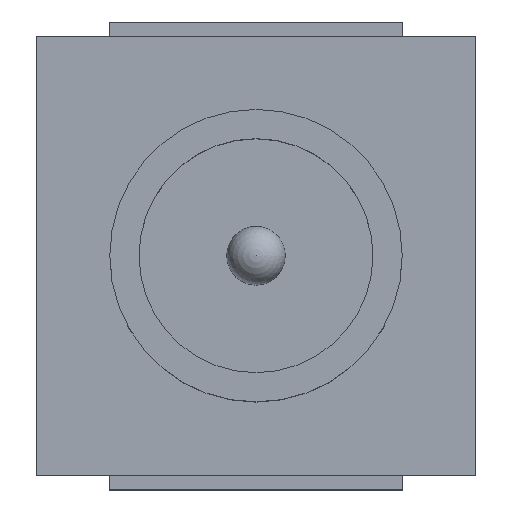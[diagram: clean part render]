
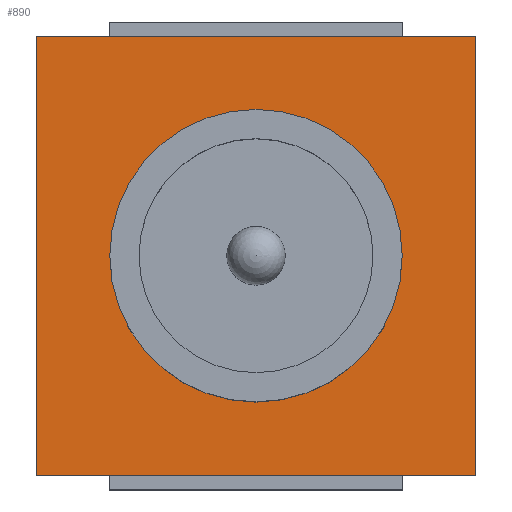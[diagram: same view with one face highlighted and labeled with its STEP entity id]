
A CAD part, top view. The second image highlights one B-rep face of the part: STEP entity #890.
In plain terms, the highlighted planar face has unit normal (0, 0, 1).
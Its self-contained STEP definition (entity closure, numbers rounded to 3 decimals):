
#256 = PLANE('',#257);
#257 = AXIS2_PLACEMENT_3D('',#258,#259,#260);
#258 = CARTESIAN_POINT('',(-1.5,-1.5,0.));
#259 = DIRECTION('',(0.,1.,0.));
#260 = DIRECTION('',(1.,0.,0.));
#386 = PLANE('',#387);
#387 = AXIS2_PLACEMENT_3D('',#388,#389,#390);
#388 = CARTESIAN_POINT('',(-1.5,1.5,0.));
#389 = DIRECTION('',(1.,0.,0.));
#390 = DIRECTION('',(0.,-1.,0.));
#414 = PLANE('',#415);
#415 = AXIS2_PLACEMENT_3D('',#416,#417,#418);
#416 = CARTESIAN_POINT('',(1.5,1.5,0.));
#417 = DIRECTION('',(0.,-1.,0.));
#418 = DIRECTION('',(-1.,0.,0.));
#493 = PLANE('',#494);
#494 = AXIS2_PLACEMENT_3D('',#495,#496,#497);
#495 = CARTESIAN_POINT('',(1.5,-1.5,0.));
#496 = DIRECTION('',(-1.,0.,0.));
#497 = DIRECTION('',(0.,1.,0.));
#532 = VERTEX_POINT('',#533);
#533 = CARTESIAN_POINT('',(-1.5,-1.5,0.5));
#554 = EDGE_CURVE('',#532,#555,#557,.T.);
#555 = VERTEX_POINT('',#556);
#556 = CARTESIAN_POINT('',(1.5,-1.5,0.5));
#557 = SURFACE_CURVE('',#558,(#562,#569),.PCURVE_S1.);
#558 = LINE('',#559,#560);
#559 = CARTESIAN_POINT('',(-1.5,-1.5,0.5));
#560 = VECTOR('',#561,1.);
#561 = DIRECTION('',(1.,0.,0.));
#562 = PCURVE('',#256,#563);
#563 = DEFINITIONAL_REPRESENTATION('',(#564),#568);
#564 = LINE('',#565,#566);
#565 = CARTESIAN_POINT('',(0.,-0.5));
#566 = VECTOR('',#567,1.);
#567 = DIRECTION('',(1.,0.));
#568 = ( GEOMETRIC_REPRESENTATION_CONTEXT(2) 
PARAMETRIC_REPRESENTATION_CONTEXT() REPRESENTATION_CONTEXT('2D SPACE',''
  ) );
#569 = PCURVE('',#570,#575);
#570 = PLANE('',#571);
#571 = AXIS2_PLACEMENT_3D('',#572,#573,#574);
#572 = CARTESIAN_POINT('',(-1.5,-1.5,0.5));
#573 = DIRECTION('',(0.,0.,-1.));
#574 = DIRECTION('',(-1.,0.,0.));
#575 = DEFINITIONAL_REPRESENTATION('',(#576),#580);
#576 = LINE('',#577,#578);
#577 = CARTESIAN_POINT('',(0.,0.));
#578 = VECTOR('',#579,1.);
#579 = DIRECTION('',(-1.,0.));
#580 = ( GEOMETRIC_REPRESENTATION_CONTEXT(2) 
PARAMETRIC_REPRESENTATION_CONTEXT() REPRESENTATION_CONTEXT('2D SPACE',''
  ) );
#611 = VERTEX_POINT('',#612);
#612 = CARTESIAN_POINT('',(-1.5,1.5,0.5));
#633 = EDGE_CURVE('',#611,#532,#634,.T.);
#634 = SURFACE_CURVE('',#635,(#639,#646),.PCURVE_S1.);
#635 = LINE('',#636,#637);
#636 = CARTESIAN_POINT('',(-1.5,1.5,0.5));
#637 = VECTOR('',#638,1.);
#638 = DIRECTION('',(0.,-1.,0.));
#639 = PCURVE('',#386,#640);
#640 = DEFINITIONAL_REPRESENTATION('',(#641),#645);
#641 = LINE('',#642,#643);
#642 = CARTESIAN_POINT('',(0.,-0.5));
#643 = VECTOR('',#644,1.);
#644 = DIRECTION('',(1.,0.));
#645 = ( GEOMETRIC_REPRESENTATION_CONTEXT(2) 
PARAMETRIC_REPRESENTATION_CONTEXT() REPRESENTATION_CONTEXT('2D SPACE',''
  ) );
#646 = PCURVE('',#570,#647);
#647 = DEFINITIONAL_REPRESENTATION('',(#648),#652);
#648 = LINE('',#649,#650);
#649 = CARTESIAN_POINT('',(0.,3.));
#650 = VECTOR('',#651,1.);
#651 = DIRECTION('',(0.,-1.));
#652 = ( GEOMETRIC_REPRESENTATION_CONTEXT(2) 
PARAMETRIC_REPRESENTATION_CONTEXT() REPRESENTATION_CONTEXT('2D SPACE',''
  ) );
#661 = VERTEX_POINT('',#662);
#662 = CARTESIAN_POINT('',(1.5,1.5,0.5));
#683 = EDGE_CURVE('',#661,#611,#684,.T.);
#684 = SURFACE_CURVE('',#685,(#689,#696),.PCURVE_S1.);
#685 = LINE('',#686,#687);
#686 = CARTESIAN_POINT('',(1.5,1.5,0.5));
#687 = VECTOR('',#688,1.);
#688 = DIRECTION('',(-1.,0.,0.));
#689 = PCURVE('',#414,#690);
#690 = DEFINITIONAL_REPRESENTATION('',(#691),#695);
#691 = LINE('',#692,#693);
#692 = CARTESIAN_POINT('',(0.,-0.5));
#693 = VECTOR('',#694,1.);
#694 = DIRECTION('',(1.,0.));
#695 = ( GEOMETRIC_REPRESENTATION_CONTEXT(2) 
PARAMETRIC_REPRESENTATION_CONTEXT() REPRESENTATION_CONTEXT('2D SPACE',''
  ) );
#696 = PCURVE('',#570,#697);
#697 = DEFINITIONAL_REPRESENTATION('',(#698),#702);
#698 = LINE('',#699,#700);
#699 = CARTESIAN_POINT('',(-3.,3.));
#700 = VECTOR('',#701,1.);
#701 = DIRECTION('',(1.,0.));
#702 = ( GEOMETRIC_REPRESENTATION_CONTEXT(2) 
PARAMETRIC_REPRESENTATION_CONTEXT() REPRESENTATION_CONTEXT('2D SPACE',''
  ) );
#868 = EDGE_CURVE('',#555,#661,#869,.T.);
#869 = SURFACE_CURVE('',#870,(#874,#881),.PCURVE_S1.);
#870 = LINE('',#871,#872);
#871 = CARTESIAN_POINT('',(1.5,-1.5,0.5));
#872 = VECTOR('',#873,1.);
#873 = DIRECTION('',(0.,1.,0.));
#874 = PCURVE('',#493,#875);
#875 = DEFINITIONAL_REPRESENTATION('',(#876),#880);
#876 = LINE('',#877,#878);
#877 = CARTESIAN_POINT('',(0.,-0.5));
#878 = VECTOR('',#879,1.);
#879 = DIRECTION('',(1.,0.));
#880 = ( GEOMETRIC_REPRESENTATION_CONTEXT(2) 
PARAMETRIC_REPRESENTATION_CONTEXT() REPRESENTATION_CONTEXT('2D SPACE',''
  ) );
#881 = PCURVE('',#570,#882);
#882 = DEFINITIONAL_REPRESENTATION('',(#883),#887);
#883 = LINE('',#884,#885);
#884 = CARTESIAN_POINT('',(-3.,0.));
#885 = VECTOR('',#886,1.);
#886 = DIRECTION('',(0.,1.));
#887 = ( GEOMETRIC_REPRESENTATION_CONTEXT(2) 
PARAMETRIC_REPRESENTATION_CONTEXT() REPRESENTATION_CONTEXT('2D SPACE',''
  ) );
#890 = ADVANCED_FACE('',(#891,#897),#570,.F.);
#891 = FACE_BOUND('',#892,.F.);
#892 = EDGE_LOOP('',(#893,#894,#895,#896));
#893 = ORIENTED_EDGE('',*,*,#554,.F.);
#894 = ORIENTED_EDGE('',*,*,#633,.F.);
#895 = ORIENTED_EDGE('',*,*,#683,.F.);
#896 = ORIENTED_EDGE('',*,*,#868,.F.);
#897 = FACE_BOUND('',#898,.F.);
#898 = EDGE_LOOP('',(#899));
#899 = ORIENTED_EDGE('',*,*,#900,.T.);
#900 = EDGE_CURVE('',#901,#901,#903,.T.);
#901 = VERTEX_POINT('',#902);
#902 = CARTESIAN_POINT('',(1.,0.,0.5));
#903 = SURFACE_CURVE('',#904,(#909,#920),.PCURVE_S1.);
#904 = CIRCLE('',#905,1.);
#905 = AXIS2_PLACEMENT_3D('',#906,#907,#908);
#906 = CARTESIAN_POINT('',(0.,0.,0.5));
#907 = DIRECTION('',(0.,0.,1.));
#908 = DIRECTION('',(1.,0.,0.));
#909 = PCURVE('',#570,#910);
#910 = DEFINITIONAL_REPRESENTATION('',(#911),#919);
#911 = ( BOUNDED_CURVE() B_SPLINE_CURVE(2,(#912,#913,#914,#915,#916,#917
,#918),.UNSPECIFIED.,.T.,.F.) B_SPLINE_CURVE_WITH_KNOTS((1,2,2,2,2,1),(
    -2.094,0.,2.094,4.189,6.283,
8.378),.UNSPECIFIED.) CURVE() GEOMETRIC_REPRESENTATION_ITEM() 
RATIONAL_B_SPLINE_CURVE((1.,0.5,1.,0.5,1.,0.5,1.)) REPRESENTATION_ITEM(
  '') );
#912 = CARTESIAN_POINT('',(-2.5,1.5));
#913 = CARTESIAN_POINT('',(-2.5,3.232));
#914 = CARTESIAN_POINT('',(-1.,2.366));
#915 = CARTESIAN_POINT('',(0.5,1.5));
#916 = CARTESIAN_POINT('',(-1.,0.634));
#917 = CARTESIAN_POINT('',(-2.5,-0.232));
#918 = CARTESIAN_POINT('',(-2.5,1.5));
#919 = ( GEOMETRIC_REPRESENTATION_CONTEXT(2) 
PARAMETRIC_REPRESENTATION_CONTEXT() REPRESENTATION_CONTEXT('2D SPACE',''
  ) );
#920 = PCURVE('',#921,#926);
#921 = CYLINDRICAL_SURFACE('',#922,1.);
#922 = AXIS2_PLACEMENT_3D('',#923,#924,#925);
#923 = CARTESIAN_POINT('',(0.,0.,0.5));
#924 = DIRECTION('',(0.,0.,-1.));
#925 = DIRECTION('',(1.,0.,0.));
#926 = DEFINITIONAL_REPRESENTATION('',(#927),#931);
#927 = LINE('',#928,#929);
#928 = CARTESIAN_POINT('',(0.,0.));
#929 = VECTOR('',#930,1.);
#930 = DIRECTION('',(-1.,0.));
#931 = ( GEOMETRIC_REPRESENTATION_CONTEXT(2) 
PARAMETRIC_REPRESENTATION_CONTEXT() REPRESENTATION_CONTEXT('2D SPACE',''
  ) );
